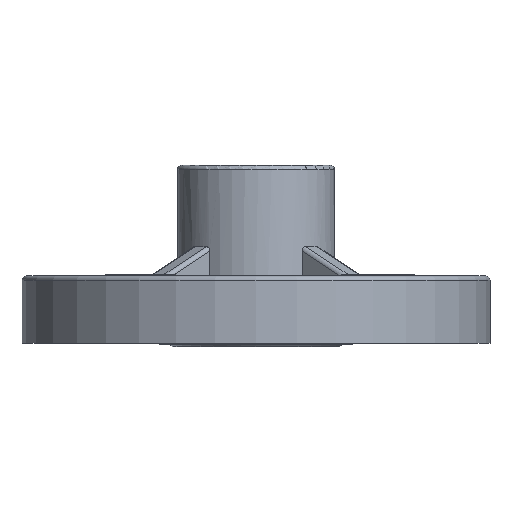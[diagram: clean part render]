
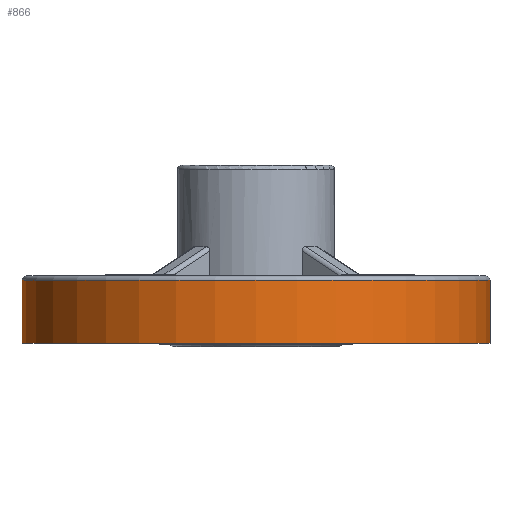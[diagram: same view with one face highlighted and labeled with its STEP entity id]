
A CAD part, front view. The second image highlights one B-rep face of the part: STEP entity #866.
In plain terms, the highlighted cylindrical face has radius 52.7 mm (diameter 105.4 mm), a full revolution.
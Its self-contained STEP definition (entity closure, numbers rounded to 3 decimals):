
#772=CYLINDRICAL_SURFACE('',#10424,52.7);
#866=ADVANCED_FACE('',(#2386,#2387),#772,.T.);
#2386=FACE_BOUND('',#2521,.T.);
#2387=FACE_BOUND('',#2522,.T.);
#2521=EDGE_LOOP('',(#3918));
#2522=EDGE_LOOP('',(#3919));
#3207=CIRCLE('',#10393,52.7);
#3223=CIRCLE('',#10423,52.7);
#3918=ORIENTED_EDGE('',*,*,#7787,.T.);
#3919=ORIENTED_EDGE('',*,*,#7733,.T.);
#6757=VERTEX_POINT('',#15146);
#6801=VERTEX_POINT('',#15464);
#7733=EDGE_CURVE('',#6757,#6757,#3207,.T.);
#7787=EDGE_CURVE('',#6801,#6801,#3223,.T.);
#10393=AXIS2_PLACEMENT_3D('',#15145,#11389,#11390);
#10423=AXIS2_PLACEMENT_3D('',#15463,#11469,#11470);
#10424=AXIS2_PLACEMENT_3D('',#15465,#11471,#11472);
#11389=DIRECTION('',(0.,0.,1.));
#11390=DIRECTION('',(1.,0.,0.));
#11469=DIRECTION('',(0.,0.,-1.));
#11470=DIRECTION('',(1.,0.,0.));
#11471=DIRECTION('',(0.,0.,1.));
#11472=DIRECTION('',(-1.,0.,0.));
#15145=CARTESIAN_POINT('',(-202.,-390.,0.));
#15146=CARTESIAN_POINT('',(-149.3,-390.,0.));
#15463=CARTESIAN_POINT('',(-202.,-390.,14.2));
#15464=CARTESIAN_POINT('',(-149.3,-390.,14.2));
#15465=CARTESIAN_POINT('',(-202.,-390.,0.));
